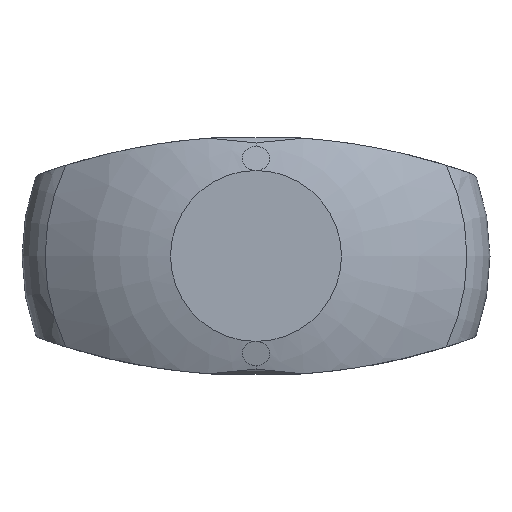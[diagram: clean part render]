
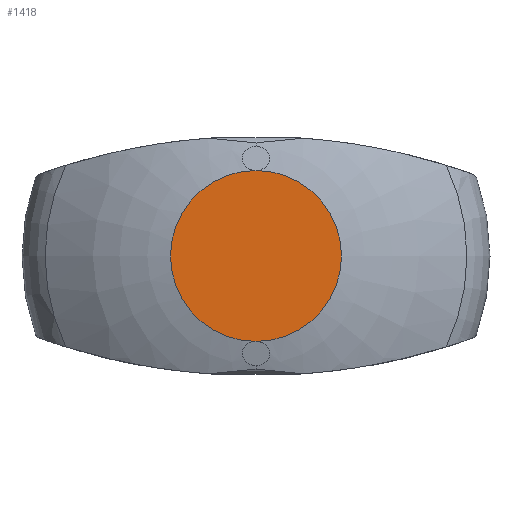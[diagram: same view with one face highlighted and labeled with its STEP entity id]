
A CAD part, top view. The second image highlights one B-rep face of the part: STEP entity #1418.
In plain terms, the highlighted planar face has unit normal (0, 0, 1).
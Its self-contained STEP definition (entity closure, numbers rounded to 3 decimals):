
#760=VERTEX_POINT('',#1877);
#858=VERTEX_POINT('',#1989);
#980=EDGE_CURVE('',#760,#858,#2118,.T.);
#1126=EDGE_CURVE('',#858,#760,#2276,.T.);
#1418=ADVANCED_FACE('',(#2590),#2591,.T.);
#1877=CARTESIAN_POINT('',(0.0,8.95,40.5));
#1989=CARTESIAN_POINT('',(0.0,-8.95,40.5));
#2118=CIRCLE('',#4367,8.95);
#2276=CIRCLE('',#4980,8.95);
#2590=FACE_OUTER_BOUND('',#6027,.T.);
#2591=PLANE('',#6028);
#4367=AXIS2_PLACEMENT_3D('',#7248,#7249,#7250);
#4980=AXIS2_PLACEMENT_3D('',#7395,#7396,#7397);
#6027=EDGE_LOOP('',(#7698,#7699));
#6028=AXIS2_PLACEMENT_3D('',#7700,#7701,#7702);
#7248=CARTESIAN_POINT('',(0.0,0.,40.5));
#7249=DIRECTION('',(-0.0,0.,-1.0));
#7250=DIRECTION('',(-1.0,0.0,0.0));
#7395=CARTESIAN_POINT('',(0.0,0.,40.5));
#7396=DIRECTION('',(-0.0,0.,-1.0));
#7397=DIRECTION('',(-1.0,0.0,0.0));
#7698=ORIENTED_EDGE('',*,*,#1126,.F.);
#7699=ORIENTED_EDGE('',*,*,#980,.F.);
#7700=CARTESIAN_POINT('',(-4.475,0.,40.5));
#7701=DIRECTION('',(0.,0.,1.0));
#7702=DIRECTION('',(1.0,0.,0.));
